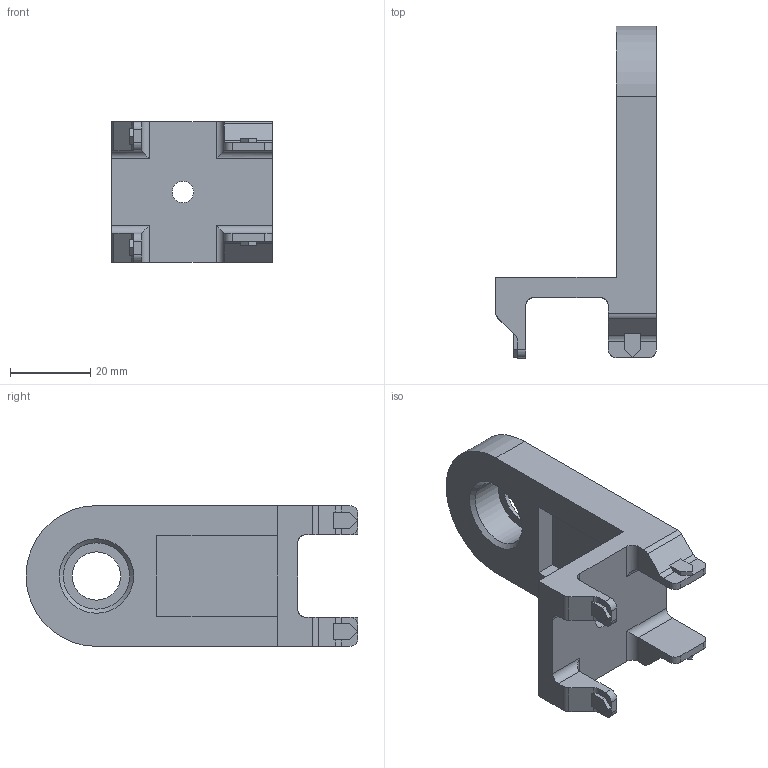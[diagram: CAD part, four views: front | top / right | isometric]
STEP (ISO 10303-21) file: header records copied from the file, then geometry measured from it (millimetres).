
FILE_DESCRIPTION(/* description */ (''),/* implementation_level */ '2;1');
FILE_NAME(/* name */ '2023 ultrasonic mount v4.step',/* time_stamp */ '2023-08-03T09:08:41-07:00',/* author */ (''),/* organization */ (''),/* preprocessor_version */ 'ST-DEVELOPER v19.2',/* originating_system */ 'Autodesk Translation Framework v12.6.0.85',/* authorisation */ '');
FILE_SCHEMA (('AUTOMOTIVE_DESIGN { 1 0 10303 214 3 1 1 }'));
Length unit declared in the file: millimetre
Products named in the file (1): 2023 ultrasonic mount
Bounding box: 40 x 82.5 x 35 mm (x, y, z)
Volume: 25158.2 mm3; surface area: 11092.9 mm2
Topology: 1 solids, 1 shells, 89 faces, 244 edges, 158 vertices
Faces by surface type: plane 56, cylinder 31, cone 2
Full cylindrical faces by diameter (mm): 5.3 x1, 12 x1, 16.5 x1
Entity records: 2847 total; most frequent: CARTESIAN_POINT 492, ORIENTED_EDGE 488, DIRECTION 484, EDGE_CURVE 244, LINE 184, VECTOR 184, VERTEX_POINT 158, AXIS2_PLACEMENT_3D 150
